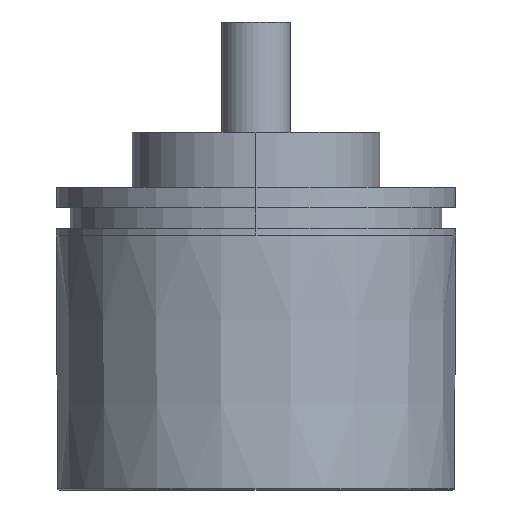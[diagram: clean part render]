
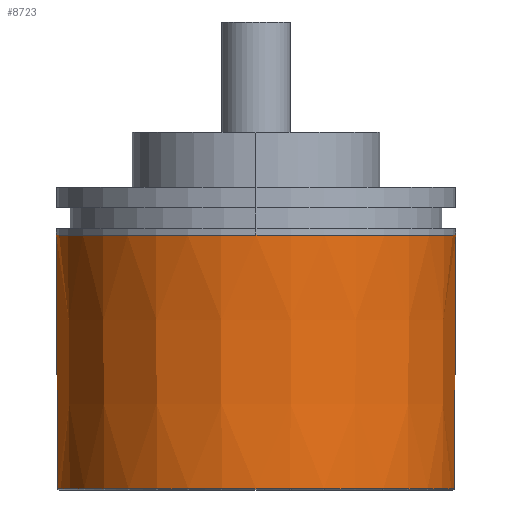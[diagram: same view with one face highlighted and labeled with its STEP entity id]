
A CAD part, left-side view. The second image highlights one B-rep face of the part: STEP entity #8723.
In plain terms, the highlighted conical face has half-angle 0.35 degrees and reference radius 28.927 mm.
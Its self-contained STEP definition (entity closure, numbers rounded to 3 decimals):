
#602=CARTESIAN_POINT('',(0.,0.,-51.801));
#603=DIRECTION('',(0.,0.,1.));
#604=DIRECTION('',(0.,1.,0.));
#605=AXIS2_PLACEMENT_3D('',#602,#603,#604);
#622=CARTESIAN_POINT('',(0.,0.,-15.));
#623=DIRECTION('',(0.,0.,1.));
#624=DIRECTION('',(0.,1.,0.));
#625=AXIS2_PLACEMENT_3D('',#622,#623,#624);
#627=DIRECTION('',(0.,-0.006,-1.));
#628=VECTOR('',#627,36.802);
#629=CARTESIAN_POINT('',(0.,29.039,-15.));
#630=LINE('',#629,#628);
#655=DIRECTION('',(0.,-0.006,1.));
#656=VECTOR('',#655,36.802);
#657=CARTESIAN_POINT('',(0.,-28.814,
-51.801));
#658=LINE('',#657,#656);
#7503=CARTESIAN_POINT('',(0.,28.814,
-51.801));
#7504=CARTESIAN_POINT('',(0.,-28.814,
-51.801));
#7505=VERTEX_POINT('',#7503);
#7506=VERTEX_POINT('',#7504);
#7511=CARTESIAN_POINT('',(0.,29.039,-15.));
#7512=CARTESIAN_POINT('',(0.,-29.039,-15.));
#7513=VERTEX_POINT('',#7511);
#7514=VERTEX_POINT('',#7512);
#8709=CARTESIAN_POINT('',(0.,0.,-33.401));
#8710=DIRECTION('',(0.,0.,1.));
#8711=DIRECTION('',(0.,-1.,0.));
#8712=AXIS2_PLACEMENT_3D('',#8709,#8710,#8711);
#8713=CONICAL_SURFACE('',#8712,28.927,0.35);
#8715=ORIENTED_EDGE('',*,*,#8714,.T.);
#8717=ORIENTED_EDGE('',*,*,#8716,.F.);
#8718=ORIENTED_EDGE('',*,*,#8695,.F.);
#8720=ORIENTED_EDGE('',*,*,#8719,.F.);
#8721=EDGE_LOOP('',(#8715,#8717,#8718,#8720));
#8722=FACE_OUTER_BOUND('',#8721,.F.);
#606=CIRCLE('',#605,28.814);
#626=CIRCLE('',#625,29.039);
#8695=EDGE_CURVE('',#7505,#7506,#606,.T.);
#8714=EDGE_CURVE('',#7513,#7514,#626,.T.);
#8716=EDGE_CURVE('',#7506,#7514,#658,.T.);
#8719=EDGE_CURVE('',#7513,#7505,#630,.T.);
#8723=ADVANCED_FACE('',(#8722),#8713,.T.);
